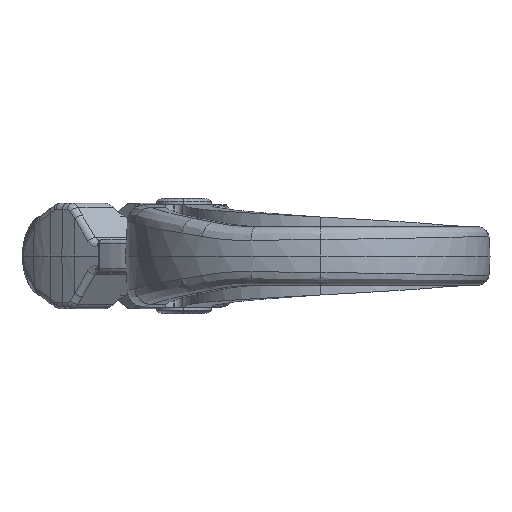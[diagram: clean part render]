
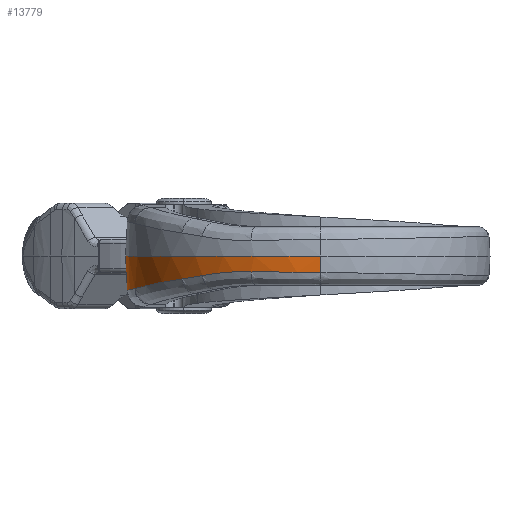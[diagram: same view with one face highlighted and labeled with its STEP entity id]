
A CAD part, front view. The second image highlights one B-rep face of the part: STEP entity #13779.
In plain terms, the highlighted conical face has half-angle 3 degrees and reference radius 56.897 mm.
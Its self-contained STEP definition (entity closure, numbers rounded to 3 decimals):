
#1153=DIRECTION('',(-0.052,0.,0.999));
#1154=VECTOR('',#1153,10.201);
#1155=CARTESIAN_POINT('',(-56.63,-3.298,
-10.187));
#1156=LINE('',#1155,#1154);
#1157=CARTESIAN_POINT('',(-56.63,-3.298,
-10.187));
#1700=CARTESIAN_POINT('',(0.,-60.209,
-4.832));
#1701=CARTESIAN_POINT('',(-0.537,-60.209,
-4.825));
#1702=CARTESIAN_POINT('',(-1.61,-60.195,
-4.813));
#1703=CARTESIAN_POINT('',(-3.218,-60.127,
-4.794));
#1704=CARTESIAN_POINT('',(-4.824,-60.015,
-4.775));
#1705=CARTESIAN_POINT('',(-6.426,-59.857,
-4.755));
#1706=CARTESIAN_POINT('',(-8.022,-59.653,
-4.736));
#1707=CARTESIAN_POINT('',(-9.613,-59.405,
-4.716));
#1708=CARTESIAN_POINT('',(-11.196,-59.112,
-4.696));
#1709=CARTESIAN_POINT('',(-12.769,-58.774,
-4.676));
#1710=CARTESIAN_POINT('',(-14.333,-58.392,
-4.656));
#1711=CARTESIAN_POINT('',(-15.885,-57.966,
-4.636));
#1712=CARTESIAN_POINT('',(-17.424,-57.496,
-4.616));
#1713=CARTESIAN_POINT('',(-18.95,-56.983,
-4.597));
#1714=CARTESIAN_POINT('',(-19.956,-56.612,
-4.584));
#1715=CARTESIAN_POINT('',(-20.457,-56.419,
-4.577));
#1717=CARTESIAN_POINT('',(-20.457,-56.419,
-4.577));
#1718=CARTESIAN_POINT('',(-20.926,-56.239,
-4.571));
#1719=CARTESIAN_POINT('',(-21.86,-55.865,
-4.567));
#1720=CARTESIAN_POINT('',(-23.25,-55.265,
-4.582));
#1721=CARTESIAN_POINT('',(-24.613,-54.631,
-4.619));
#1722=CARTESIAN_POINT('',(-25.954,-53.963,
-4.679));
#1723=CARTESIAN_POINT('',(-27.271,-53.261,
-4.76));
#1724=CARTESIAN_POINT('',(-28.566,-52.526,
-4.865));
#1725=CARTESIAN_POINT('',(-29.838,-51.757,
-4.991));
#1726=CARTESIAN_POINT('',(-31.088,-50.956,
-5.14));
#1727=CARTESIAN_POINT('',(-32.314,-50.123,
-5.311));
#1728=CARTESIAN_POINT('',(-33.516,-49.257,
-5.505));
#1729=CARTESIAN_POINT('',(-34.306,-48.656,
-5.65));
#1730=CARTESIAN_POINT('',(-34.698,-48.349,
-5.727));
#1732=CARTESIAN_POINT('',(-34.698,-48.349,
-5.727));
#1733=CARTESIAN_POINT('',(-35.112,-48.025,-5.807));
#1734=CARTESIAN_POINT('',(-35.932,-47.364,
-5.963));
#1735=CARTESIAN_POINT('',(-37.14,-46.336,
-6.18));
#1736=CARTESIAN_POINT('',(-38.319,-45.276,
-6.377));
#1737=CARTESIAN_POINT('',(-39.468,-44.184,
-6.557));
#1738=CARTESIAN_POINT('',(-40.214,-43.436,
-6.665));
#1739=CARTESIAN_POINT('',(-40.582,-43.056,
-6.715));
#1741=CARTESIAN_POINT('',(-40.582,-43.056,
-6.715));
#1742=CARTESIAN_POINT('',(-40.962,-42.664,
-6.768));
#1743=CARTESIAN_POINT('',(-41.712,-41.868,
-6.876));
#1744=CARTESIAN_POINT('',(-42.804,-40.64,
-7.043));
#1745=CARTESIAN_POINT('',(-43.862,-39.377,
-7.215));
#1746=CARTESIAN_POINT('',(-44.884,-38.083,
-7.391));
#1747=CARTESIAN_POINT('',(-45.869,-36.757,
-7.569));
#1748=CARTESIAN_POINT('',(-46.817,-35.401,
-7.75));
#1749=CARTESIAN_POINT('',(-47.725,-34.017,
-7.931));
#1750=CARTESIAN_POINT('',(-48.593,-32.606,
-8.112));
#1751=CARTESIAN_POINT('',(-49.42,-31.17,
-8.292));
#1752=CARTESIAN_POINT('',(-50.204,-29.711,
-8.469));
#1753=CARTESIAN_POINT('',(-50.946,-28.23,
-8.643));
#1754=CARTESIAN_POINT('',(-51.643,-26.73,
-8.812));
#1755=CARTESIAN_POINT('',(-52.296,-25.212,
-8.976));
#1756=CARTESIAN_POINT('',(-52.904,-23.678,
-9.133));
#1757=CARTESIAN_POINT('',(-53.466,-22.13,
-9.282));
#1758=CARTESIAN_POINT('',(-53.982,-20.57,
-9.423));
#1759=CARTESIAN_POINT('',(-54.296,-19.523,
-9.51));
#1760=CARTESIAN_POINT('',(-54.445,-18.999,
-9.552));
#1762=CARTESIAN_POINT('',(-54.445,-18.999,
-9.552));
#1763=CARTESIAN_POINT('',(-54.591,-18.489,
-9.573));
#1764=CARTESIAN_POINT('',(-54.868,-17.465,
-9.615));
#1765=CARTESIAN_POINT('',(-55.241,-15.919,
-9.678));
#1766=CARTESIAN_POINT('',(-55.57,-14.362,
-9.741));
#1767=CARTESIAN_POINT('',(-55.856,-12.797,
-9.805));
#1768=CARTESIAN_POINT('',(-56.097,-11.225,
-9.868));
#1769=CARTESIAN_POINT('',(-56.294,-9.647,
-9.932));
#1770=CARTESIAN_POINT('',(-56.447,-8.064,
-9.995));
#1771=CARTESIAN_POINT('',(-56.555,-6.477,
-10.059));
#1772=CARTESIAN_POINT('',(-56.619,-4.888,
-10.123));
#1773=CARTESIAN_POINT('',(-56.631,-3.828,
-10.165));
#1774=CARTESIAN_POINT('',(-56.63,-3.298,
-10.187));
#1776=CARTESIAN_POINT('',(0.,-3.298,0.));
#1777=DIRECTION('',(0.,0.,1.));
#1778=DIRECTION('',(-1.,0.,0.));
#1779=AXIS2_PLACEMENT_3D('',#1776,#1777,#1778);
#3322=CARTESIAN_POINT('',(0.,-60.209,
-4.832));
#3324=DIRECTION('',(0.,0.052,-0.999));
#3325=VECTOR('',#3324,4.838);
#3326=CARTESIAN_POINT('',(0.,-60.462,0.));
#3327=LINE('',#3326,#3325);
#10027=CARTESIAN_POINT('',(-57.164,-3.298,0.));
#10028=CARTESIAN_POINT('',(0.,-60.462,
0.));
#10029=VERTEX_POINT('',#10027);
#10030=VERTEX_POINT('',#10028);
#11012=VERTEX_POINT('',#1157);
#11013=VERTEX_POINT('',#1762);
#11019=VERTEX_POINT('',#3322);
#11020=VERTEX_POINT('',#1715);
#11022=VERTEX_POINT('',#1730);
#11024=VERTEX_POINT('',#1739);
#13758=CARTESIAN_POINT('',(0.,-3.298,-5.093));
#13759=DIRECTION('',(0.,0.,1.));
#13760=DIRECTION('',(1.,0.,0.));
#13761=AXIS2_PLACEMENT_3D('',#13758,#13759,#13760);
#13762=CONICAL_SURFACE('',#13761,56.897,3.);
#13764=ORIENTED_EDGE('',*,*,#13763,.T.);
#13766=ORIENTED_EDGE('',*,*,#13765,.T.);
#13768=ORIENTED_EDGE('',*,*,#13767,.T.);
#13770=ORIENTED_EDGE('',*,*,#13769,.T.);
#13772=ORIENTED_EDGE('',*,*,#13771,.T.);
#13774=ORIENTED_EDGE('',*,*,#13773,.T.);
#13775=ORIENTED_EDGE('',*,*,#13749,.T.);
#13776=ORIENTED_EDGE('',*,*,#12939,.T.);
#13777=EDGE_LOOP('',(#13764,#13766,#13768,#13770,#13772,#13774,#13775,#13776));
#13778=FACE_OUTER_BOUND('',#13777,.F.);
#13779=ADVANCED_FACE('',(#13778),#13762,.T.);
#1716=B_SPLINE_CURVE_WITH_KNOTS('',3,(#1700,#1701,#1702,#1703,#1704,#1705,#1706,
#1707,#1708,#1709,#1710,#1711,#1712,#1713,#1714,#1715),.UNSPECIFIED.,.F.,.F.,(4,
1,1,1,1,1,1,1,1,1,1,1,1,4),(0.,0.077,0.154,
0.231,0.308,0.385,0.462,
0.538,0.615,0.692,0.769,
0.846,0.923,1.),.UNSPECIFIED.);
#1731=B_SPLINE_CURVE_WITH_KNOTS('',3,(#1717,#1718,#1719,#1720,#1721,#1722,#1723,
#1724,#1725,#1726,#1727,#1728,#1729,#1730),.UNSPECIFIED.,.F.,.F.,(4,1,1,1,1,1,1,
1,1,1,1,4),(0.,0.091,0.182,0.273,
0.364,0.455,0.545,0.636,
0.727,0.818,0.909,1.),.UNSPECIFIED.);
#1740=B_SPLINE_CURVE_WITH_KNOTS('',3,(#1732,#1733,#1734,#1735,#1736,#1737,#1738,
#1739),.UNSPECIFIED.,.F.,.F.,(4,1,1,1,1,4),(0.,0.2,0.4,0.6,0.8,1.),
.UNSPECIFIED.);
#1761=B_SPLINE_CURVE_WITH_KNOTS('',3,(#1741,#1742,#1743,#1744,#1745,#1746,#1747,
#1748,#1749,#1750,#1751,#1752,#1753,#1754,#1755,#1756,#1757,#1758,#1759,#1760),
.UNSPECIFIED.,.F.,.F.,(4,1,1,1,1,1,1,1,1,1,1,1,1,1,1,1,1,4),(0.,
0.059,0.118,0.176,0.235,
0.294,0.353,0.412,0.471,
0.529,0.588,0.647,0.706,
0.765,0.824,0.882,0.941,1.),
.UNSPECIFIED.);
#1775=B_SPLINE_CURVE_WITH_KNOTS('',3,(#1762,#1763,#1764,#1765,#1766,#1767,#1768,
#1769,#1770,#1771,#1772,#1773,#1774),.UNSPECIFIED.,.F.,.F.,(4,1,1,1,1,1,1,1,1,1,
4),(0.,0.1,0.2,0.3,0.4,0.5,0.6,0.7,0.8,0.9,1.),
.UNSPECIFIED.);
#1780=CIRCLE('',#1779,57.164);
#12939=EDGE_CURVE('',#11012,#10029,#1156,.T.);
#13749=EDGE_CURVE('',#11013,#11012,#1775,.T.);
#13763=EDGE_CURVE('',#10029,#10030,#1780,.T.);
#13765=EDGE_CURVE('',#10030,#11019,#3327,.T.);
#13767=EDGE_CURVE('',#11019,#11020,#1716,.T.);
#13769=EDGE_CURVE('',#11020,#11022,#1731,.T.);
#13771=EDGE_CURVE('',#11022,#11024,#1740,.T.);
#13773=EDGE_CURVE('',#11024,#11013,#1761,.T.);
